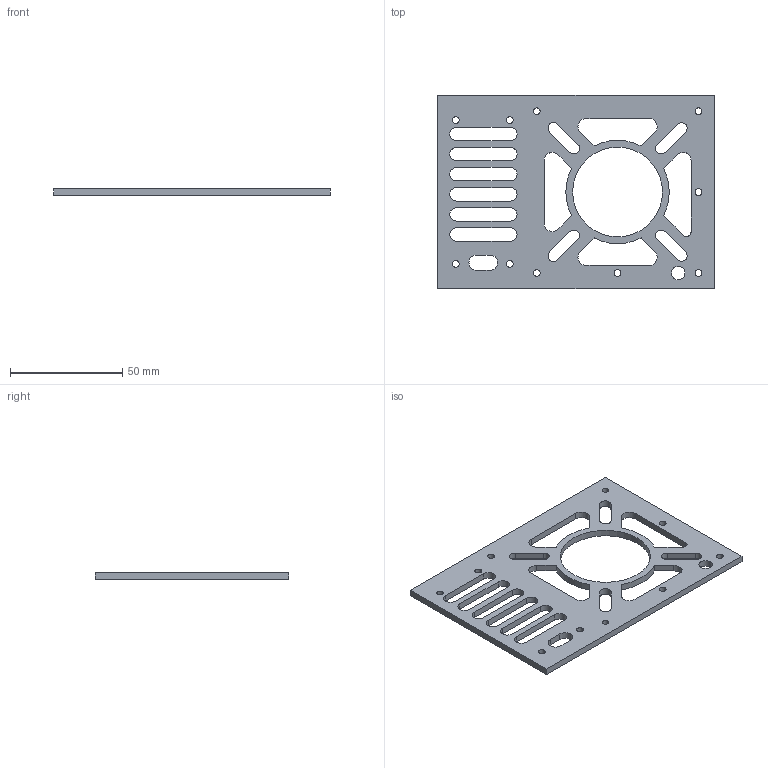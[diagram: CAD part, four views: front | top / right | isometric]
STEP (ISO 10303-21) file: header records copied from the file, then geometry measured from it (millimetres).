
FILE_DESCRIPTION (( 'STEP AP203' ), '1' );
FILE_NAME ('轴承支撑板护板x2-碳板.STEP', '2024-11-05T11:26:35', ( '' ), ( '' ), 'SwSTEP 2.0', 'SolidWorks 2020', '' );
FILE_SCHEMA (( 'CONFIG_CONTROL_DESIGN' ));
Length unit declared in the file: millimetre
Products named in the file (1): 轴承支撑板护板x2-碳板
Bounding box: 123 x 86 x 3 mm (x, y, z)
Volume: 19243.3 mm3; surface area: 17617.5 mm2
Topology: 1 solids, 1 shells, 112 faces, 330 edges, 220 vertices
Faces by surface type: cylinder 72, plane 40
Entity records: 3983 total; most frequent: DIRECTION 700, CARTESIAN_POINT 663, ORIENTED_EDGE 660, EDGE_CURVE 330, AXIS2_PLACEMENT_3D 257, VERTEX_POINT 220, VECTOR 186, LINE 186
